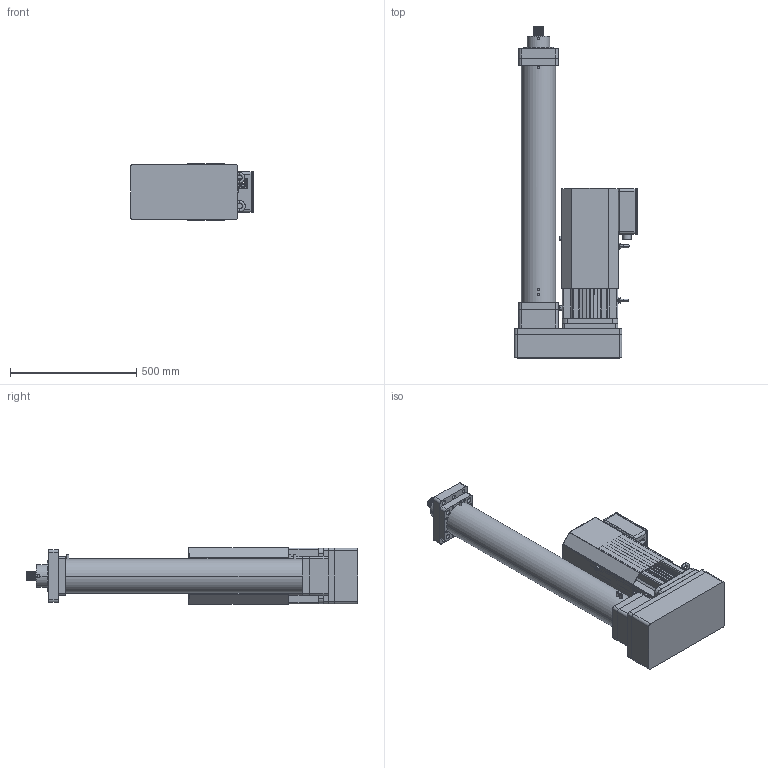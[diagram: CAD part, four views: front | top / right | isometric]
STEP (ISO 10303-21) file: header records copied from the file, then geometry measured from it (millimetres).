
FILE_DESCRIPTION (( 'STEP AP203' ), '1' );
FILE_NAME ('RLA136-12QF-62KN-R700-300mm-s.STEP', '2025-01-16T07:12:53', ( '微软用户' ), ( '微软中国' ), 'SwSTEP 2.0', 'SolidWorks 2022', '' );
FILE_SCHEMA (( 'CONFIG_CONTROL_DESIGN' ));
Length unit declared in the file: millimetre
Products named in the file (4): RLA136-12QF-62KN-R700-300mm-s; 电机垫板; 136缸行程700折叠前法兰安装; MS5G-220STE-CS140015B-422P0
Assembly tree (3 placements, depth 2):
  RLA136-12QF-62KN-R700-300mm-s
    136缸行程700折叠前法兰安装
    MS5G-220STE-CS140015B-422P0
    电机垫板
Bounding box: 487.01 x 1316 x 223 mm (x, y, z)
Volume: 18092688.1 mm3; surface area: 2944901.9 mm2
Topology: 4 solids, 247 shells, 1827 faces, 5407 edges, 3755 vertices
Faces by surface type: cylinder 992, plane 607, torus 109, cone 81, sphere 28, bspline 10
Entity records: 94327 total; most frequent: CARTESIAN_POINT 56034, ORIENTED_EDGE 8782, EDGE_CURVE 5356, B_SPLINE_CURVE_WITH_KNOTS 4732, DIRECTION 4366, VERTEX_POINT 3756, EDGE_LOOP 2108, AXIS2_PLACEMENT_3D 2050
